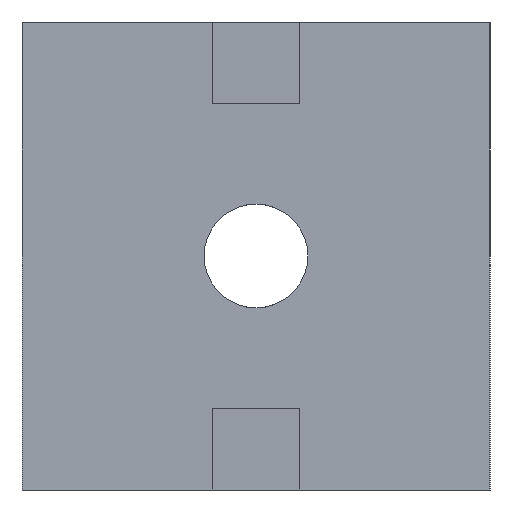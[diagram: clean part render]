
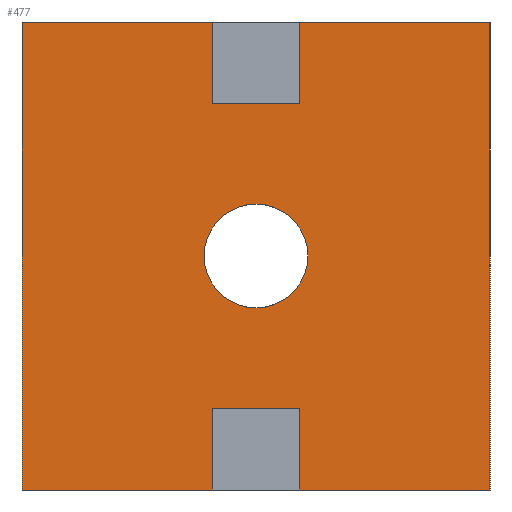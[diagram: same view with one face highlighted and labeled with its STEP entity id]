
A CAD part, front view. The second image highlights one B-rep face of the part: STEP entity #477.
In plain terms, the highlighted planar face has unit normal (0, -1, 0).
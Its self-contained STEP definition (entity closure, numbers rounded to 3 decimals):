
#3 = DIRECTION ( 'NONE',  ( 0., 0., -1. ) ) ;
#23 = LINE ( 'NONE', #756, #689 ) ;
#27 = VECTOR ( 'NONE', #258, 1000. ) ;
#31 = DIRECTION ( 'NONE',  ( 0., 0., -1. ) ) ;
#37 = DIRECTION ( 'NONE',  ( 0., 0., -1. ) ) ;
#40 = ORIENTED_EDGE ( 'NONE', *, *, #962, .F. ) ;
#53 = ORIENTED_EDGE ( 'NONE', *, *, #886, .F. ) ;
#61 = CARTESIAN_POINT ( 'NONE',  ( -2.8, -7.5, 24.8 ) ) ;
#71 = ORIENTED_EDGE ( 'NONE', *, *, #541, .T. ) ;
#92 = DIRECTION ( 'NONE',  ( 0., 0., 1. ) ) ;
#95 = LINE ( 'NONE', #494, #27 ) ;
#101 = CARTESIAN_POINT ( 'NONE',  ( -15., -7.5, 30. ) ) ;
#122 = VECTOR ( 'NONE', #432, 1000. ) ;
#140 = VERTEX_POINT ( 'NONE', #499 ) ;
#152 = VERTEX_POINT ( 'NONE', #883 ) ;
#153 = EDGE_CURVE ( 'NONE', #828, #757, #413, .T. ) ;
#163 = VECTOR ( 'NONE', #666, 1000. ) ;
#172 = DIRECTION ( 'NONE',  ( 0., 0., -1. ) ) ;
#190 = CARTESIAN_POINT ( 'NONE',  ( -15., -7.5, 30. ) ) ;
#192 = VECTOR ( 'NONE', #92, 1000. ) ;
#215 = EDGE_LOOP ( 'NONE', ( #684, #982, #687, #71, #53, #864, #526, #40, #402, #361, #851, #408 ) ) ;
#225 = VECTOR ( 'NONE', #347, 1000. ) ;
#231 = VECTOR ( 'NONE', #578, 1000. ) ;
#237 = ORIENTED_EDGE ( 'NONE', *, *, #153, .F. ) ;
#252 = AXIS2_PLACEMENT_3D ( 'NONE', #101, #424, #766 ) ;
#253 = FACE_BOUND ( 'NONE', #551, .T. ) ;
#258 = DIRECTION ( 'NONE',  ( 0., 0., -1. ) ) ;
#266 = CARTESIAN_POINT ( 'NONE',  ( 15., -7.5, 0. ) ) ;
#269 = AXIS2_PLACEMENT_3D ( 'NONE', #739, #650, #172 ) ;
#338 = CARTESIAN_POINT ( 'NONE',  ( -15., -7.5, 30. ) ) ;
#342 = EDGE_CURVE ( 'NONE', #757, #828, #585, .T. ) ;
#347 = DIRECTION ( 'NONE',  ( 1., 0., 0. ) ) ;
#357 = VERTEX_POINT ( 'NONE', #990 ) ;
#361 = ORIENTED_EDGE ( 'NONE', *, *, #437, .F. ) ;
#364 = CARTESIAN_POINT ( 'NONE',  ( 0., -7.5, 18.325 ) ) ;
#392 = CARTESIAN_POINT ( 'NONE',  ( -2.8, -7.5, 30. ) ) ;
#402 = ORIENTED_EDGE ( 'NONE', *, *, #917, .F. ) ;
#408 = ORIENTED_EDGE ( 'NONE', *, *, #902, .T. ) ;
#413 = CIRCLE ( 'NONE', #781, 3.325 ) ;
#414 = LINE ( 'NONE', #832, #231 ) ;
#415 = VECTOR ( 'NONE', #31, 1000. ) ;
#421 = LINE ( 'NONE', #850, #122 ) ;
#424 = DIRECTION ( 'NONE',  ( 0., 1., 0. ) ) ;
#432 = DIRECTION ( 'NONE',  ( 1., 0., 0. ) ) ;
#437 = EDGE_CURVE ( 'NONE', #712, #807, #645, .T. ) ;
#439 = LINE ( 'NONE', #780, #415 ) ;
#440 = VECTOR ( 'NONE', #1035, 1000. ) ;
#465 = CARTESIAN_POINT ( 'NONE',  ( 2.8, -7.5, 30. ) ) ;
#477 = ADVANCED_FACE ( 'NONE', ( #253, #574 ), #912, .F. ) ;
#494 = CARTESIAN_POINT ( 'NONE',  ( 15., -7.5, 30. ) ) ;
#499 = CARTESIAN_POINT ( 'NONE',  ( -15., -7.5, 0. ) ) ;
#504 = EDGE_CURVE ( 'NONE', #678, #152, #516, .T. ) ;
#515 = CARTESIAN_POINT ( 'NONE',  ( -2.8, -7.5, 24.8 ) ) ;
#516 = LINE ( 'NONE', #190, #225 ) ;
#526 = ORIENTED_EDGE ( 'NONE', *, *, #1001, .F. ) ;
#534 = EDGE_CURVE ( 'NONE', #712, #140, #23, .T. ) ;
#541 = EDGE_CURVE ( 'NONE', #775, #927, #421, .T. ) ;
#551 = EDGE_LOOP ( 'NONE', ( #770, #237 ) ) ;
#574 = FACE_OUTER_BOUND ( 'NONE', #215, .T. ) ;
#578 = DIRECTION ( 'NONE',  ( 1., 0., 0. ) ) ;
#585 = CIRCLE ( 'NONE', #269, 3.325 ) ;
#586 = LINE ( 'NONE', #1005, #192 ) ;
#608 = LINE ( 'NONE', #515, #981 ) ;
#613 = CARTESIAN_POINT ( 'NONE',  ( 2.8, -7.5, 24.8 ) ) ;
#616 = CARTESIAN_POINT ( 'NONE',  ( -15., -7.5, 30. ) ) ;
#629 = DIRECTION ( 'NONE',  ( 0., -1., 0. ) ) ;
#632 = VERTEX_POINT ( 'NONE', #791 ) ;
#645 = LINE ( 'NONE', #338, #163 ) ;
#650 = DIRECTION ( 'NONE',  ( 0., -1., 0. ) ) ;
#665 = CARTESIAN_POINT ( 'NONE',  ( -2.8, -7.5, 24.8 ) ) ;
#666 = DIRECTION ( 'NONE',  ( 1., 0., 0. ) ) ;
#667 = EDGE_CURVE ( 'NONE', #357, #716, #439, .T. ) ;
#678 = VERTEX_POINT ( 'NONE', #465 ) ;
#684 = ORIENTED_EDGE ( 'NONE', *, *, #667, .F. ) ;
#685 = DIRECTION ( 'NONE',  ( 1., 0., 0. ) ) ;
#687 = ORIENTED_EDGE ( 'NONE', *, *, #865, .F. ) ;
#689 = VECTOR ( 'NONE', #3, 1000. ) ;
#692 = DIRECTION ( 'NONE',  ( 0., 0., 1. ) ) ;
#694 = CARTESIAN_POINT ( 'NONE',  ( 0., -7.5, 15. ) ) ;
#712 = VERTEX_POINT ( 'NONE', #616 ) ;
#716 = VERTEX_POINT ( 'NONE', #871 ) ;
#739 = CARTESIAN_POINT ( 'NONE',  ( 0., -7.5, 15. ) ) ;
#753 = EDGE_CURVE ( 'NONE', #1081, #357, #1055, .T. ) ;
#756 = CARTESIAN_POINT ( 'NONE',  ( -15., -7.5, 30. ) ) ;
#757 = VERTEX_POINT ( 'NONE', #954 ) ;
#766 = DIRECTION ( 'NONE',  ( 0., 0., 1. ) ) ;
#770 = ORIENTED_EDGE ( 'NONE', *, *, #342, .F. ) ;
#775 = VERTEX_POINT ( 'NONE', #966 ) ;
#780 = CARTESIAN_POINT ( 'NONE',  ( -2.8, -7.5, 5.2 ) ) ;
#781 = AXIS2_PLACEMENT_3D ( 'NONE', #694, #629, #37 ) ;
#791 = CARTESIAN_POINT ( 'NONE',  ( 2.8, -7.5, 24.8 ) ) ;
#794 = VERTEX_POINT ( 'NONE', #61 ) ;
#807 = VERTEX_POINT ( 'NONE', #392 ) ;
#826 = DIRECTION ( 'NONE',  ( 0., 0., -1. ) ) ;
#828 = VERTEX_POINT ( 'NONE', #364 ) ;
#832 = CARTESIAN_POINT ( 'NONE',  ( -15., -7.5, 0. ) ) ;
#845 = CARTESIAN_POINT ( 'NONE',  ( 2.8, -7.5, 5.2 ) ) ;
#849 = LINE ( 'NONE', #613, #1063 ) ;
#850 = CARTESIAN_POINT ( 'NONE',  ( -15., -7.5, 0. ) ) ;
#851 = ORIENTED_EDGE ( 'NONE', *, *, #534, .T. ) ;
#864 = ORIENTED_EDGE ( 'NONE', *, *, #504, .F. ) ;
#865 = EDGE_CURVE ( 'NONE', #775, #1081, #586, .T. ) ;
#871 = CARTESIAN_POINT ( 'NONE',  ( -2.8, -7.5, 0. ) ) ;
#883 = CARTESIAN_POINT ( 'NONE',  ( 15., -7.5, 30. ) ) ;
#886 = EDGE_CURVE ( 'NONE', #152, #927, #95, .T. ) ;
#902 = EDGE_CURVE ( 'NONE', #140, #716, #414, .T. ) ;
#912 = PLANE ( 'NONE',  #252 ) ;
#917 = EDGE_CURVE ( 'NONE', #807, #794, #1002, .T. ) ;
#920 = VECTOR ( 'NONE', #826, 1000. ) ;
#927 = VERTEX_POINT ( 'NONE', #266 ) ;
#954 = CARTESIAN_POINT ( 'NONE',  ( 0., -7.5, 11.675 ) ) ;
#962 = EDGE_CURVE ( 'NONE', #794, #632, #608, .T. ) ;
#966 = CARTESIAN_POINT ( 'NONE',  ( 2.8, -7.5, 0. ) ) ;
#981 = VECTOR ( 'NONE', #685, 1000. ) ;
#982 = ORIENTED_EDGE ( 'NONE', *, *, #753, .F. ) ;
#990 = CARTESIAN_POINT ( 'NONE',  ( -2.8, -7.5, 5.2 ) ) ;
#1001 = EDGE_CURVE ( 'NONE', #632, #678, #849, .T. ) ;
#1002 = LINE ( 'NONE', #665, #920 ) ;
#1005 = CARTESIAN_POINT ( 'NONE',  ( 2.8, -7.5, 5.2 ) ) ;
#1035 = DIRECTION ( 'NONE',  ( -1., 0., 0. ) ) ;
#1040 = CARTESIAN_POINT ( 'NONE',  ( -2.8, -7.5, 5.2 ) ) ;
#1055 = LINE ( 'NONE', #1040, #440 ) ;
#1063 = VECTOR ( 'NONE', #692, 1000. ) ;
#1081 = VERTEX_POINT ( 'NONE', #845 ) ;
